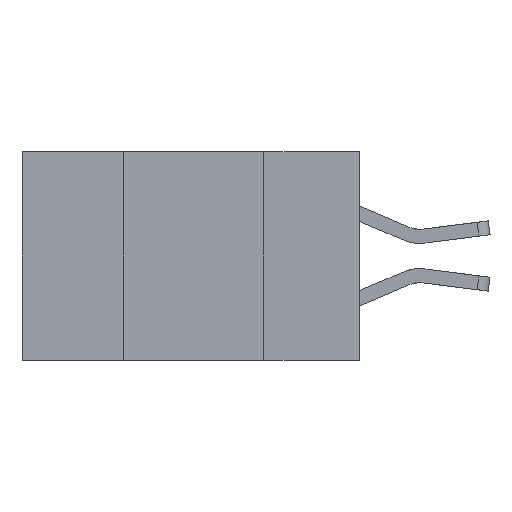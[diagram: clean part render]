
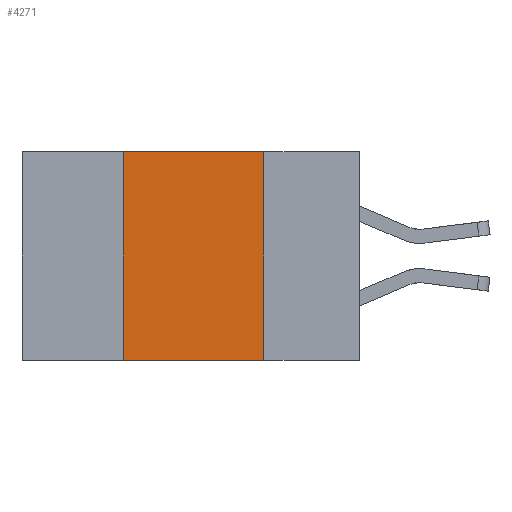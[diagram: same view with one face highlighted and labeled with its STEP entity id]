
A CAD part, left-side view. The second image highlights one B-rep face of the part: STEP entity #4271.
In plain terms, the highlighted planar face has unit normal (-1, 0, 0).
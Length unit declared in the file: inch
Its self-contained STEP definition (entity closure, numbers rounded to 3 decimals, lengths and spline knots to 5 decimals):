
#161 = CARTESIAN_POINT ( 'NONE',  ( 0., 0.6, 0. ) ) ;
#405 = ORIENTED_EDGE ( 'NONE', *, *, #10774, .F. ) ;
#1143 = DIRECTION ( 'NONE',  ( 0., 0., -1. ) ) ;
#1978 = LINE ( 'NONE', #5563, #2138 ) ;
#2138 = VECTOR ( 'NONE', #9228, 39.37008 ) ;
#2168 = DIRECTION ( 'NONE',  ( 0., -1., 0. ) ) ;
#2847 = DIRECTION ( 'NONE',  ( 0., 0., -1. ) ) ;
#2911 = CARTESIAN_POINT ( 'NONE',  ( 0., 0.42, -0.37 ) ) ;
#2912 = PLANE ( 'NONE',  #7314 ) ;
#2938 = VERTEX_POINT ( 'NONE', #2911 ) ;
#3136 = VERTEX_POINT ( 'NONE', #8547 ) ;
#3446 = VECTOR ( 'NONE', #1143, 39.37008 ) ;
#3908 = VECTOR ( 'NONE', #2168, 39.37008 ) ;
#3911 = LINE ( 'NONE', #10382, #3908 ) ;
#4271 = ADVANCED_FACE ( 'NONE', ( #11001 ), #2912, .F. ) ;
#4319 = ORIENTED_EDGE ( 'NONE', *, *, #8515, .F. ) ;
#5187 = EDGE_CURVE ( 'NONE', #2938, #9163, #3911, .T. ) ;
#5563 = CARTESIAN_POINT ( 'NONE',  ( 0., 0.42, 0. ) ) ;
#5704 = VERTEX_POINT ( 'NONE', #11319 ) ;
#5963 = CARTESIAN_POINT ( 'NONE',  ( 0., 0.17, -0.37 ) ) ;
#6497 = LINE ( 'NONE', #10417, #3446 ) ;
#7292 = DIRECTION ( 'NONE',  ( 1., 0., 0. ) ) ;
#7314 = AXIS2_PLACEMENT_3D ( 'NONE', #11124, #7292, #2847 ) ;
#8515 = EDGE_CURVE ( 'NONE', #3136, #9163, #6497, .T. ) ;
#8547 = CARTESIAN_POINT ( 'NONE',  ( 0., 0.17, 0. ) ) ;
#8572 = ORIENTED_EDGE ( 'NONE', *, *, #5187, .T. ) ;
#9001 = EDGE_CURVE ( 'NONE', #5704, #3136, #11146, .T. ) ;
#9163 = VERTEX_POINT ( 'NONE', #5963 ) ;
#9228 = DIRECTION ( 'NONE',  ( 0., 0., 1. ) ) ;
#10195 = ORIENTED_EDGE ( 'NONE', *, *, #9001, .F. ) ;
#10382 = CARTESIAN_POINT ( 'NONE',  ( 0., 0.6, -0.37 ) ) ;
#10417 = CARTESIAN_POINT ( 'NONE',  ( 0., 0.17, 0. ) ) ;
#10481 = EDGE_LOOP ( 'NONE', ( #4319, #10195, #405, #8572 ) ) ;
#10774 = EDGE_CURVE ( 'NONE', #2938, #5704, #1978, .T. ) ;
#10965 = DIRECTION ( 'NONE',  ( 0., -1., 0. ) ) ;
#11001 = FACE_OUTER_BOUND ( 'NONE', #10481, .T. ) ;
#11124 = CARTESIAN_POINT ( 'NONE',  ( 0., 0.6, 0. ) ) ;
#11146 = LINE ( 'NONE', #161, #11646 ) ;
#11319 = CARTESIAN_POINT ( 'NONE',  ( 0., 0.42, 0. ) ) ;
#11646 = VECTOR ( 'NONE', #10965, 39.37008 ) ;
